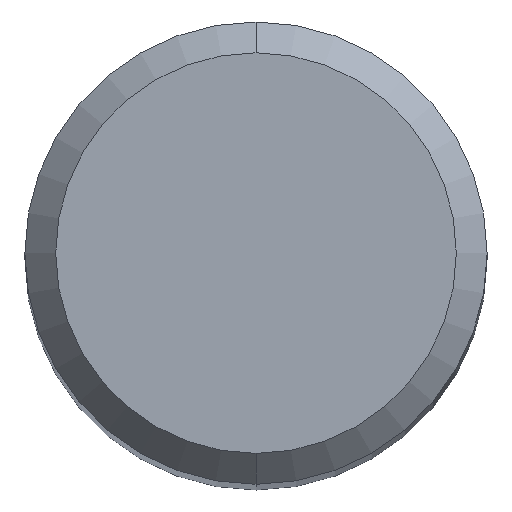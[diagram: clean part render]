
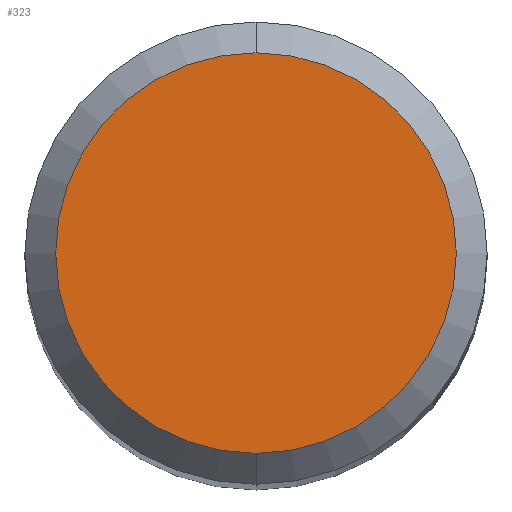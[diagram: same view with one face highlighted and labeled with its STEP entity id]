
A CAD part, top view. The second image highlights one B-rep face of the part: STEP entity #323.
In plain terms, the highlighted planar face has unit normal (0, 0, 1).
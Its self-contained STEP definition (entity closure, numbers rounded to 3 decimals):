
#211=EDGE_CURVE('',#355,#281,#507,.T.);
#281=VERTEX_POINT('',#585);
#323=ADVANCED_FACE('',(#629),#630,.T.);
#343=EDGE_CURVE('',#281,#355,#652,.T.);
#355=VERTEX_POINT('',#665);
#507=CIRCLE('',#836,2.6);
#585=CARTESIAN_POINT('',(0.0,2.6,41.835));
#629=FACE_OUTER_BOUND('',#1104,.T.);
#630=PLANE('',#1105);
#652=CIRCLE('',#1158,2.6);
#665=CARTESIAN_POINT('',(0.,-2.6,41.835));
#836=AXIS2_PLACEMENT_3D('',#1463,#1464,#1465);
#1104=EDGE_LOOP('',(#1587,#1588));
#1105=AXIS2_PLACEMENT_3D('',#1589,#1590,#1591);
#1158=AXIS2_PLACEMENT_3D('',#1609,#1610,#1611);
#1463=CARTESIAN_POINT('',(0.0,0.0,41.835));
#1464=DIRECTION('',(0.0,0.0,-1.0));
#1465=DIRECTION('',(0.0,1.0,0.0));
#1587=ORIENTED_EDGE('',*,*,#343,.F.);
#1588=ORIENTED_EDGE('',*,*,#211,.F.);
#1589=CARTESIAN_POINT('',(0.0,1.3,41.835));
#1590=DIRECTION('',(-0.0,0.0,1.0));
#1591=DIRECTION('',(0.0,-1.0,0.0));
#1609=CARTESIAN_POINT('',(0.0,0.0,41.835));
#1610=DIRECTION('',(0.0,0.0,-1.0));
#1611=DIRECTION('',(0.0,1.0,0.0));
